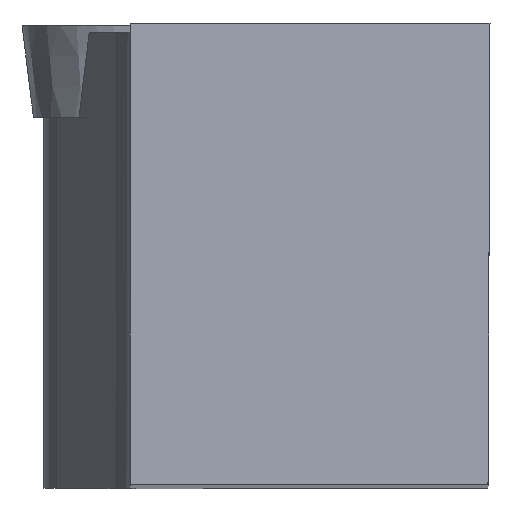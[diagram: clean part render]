
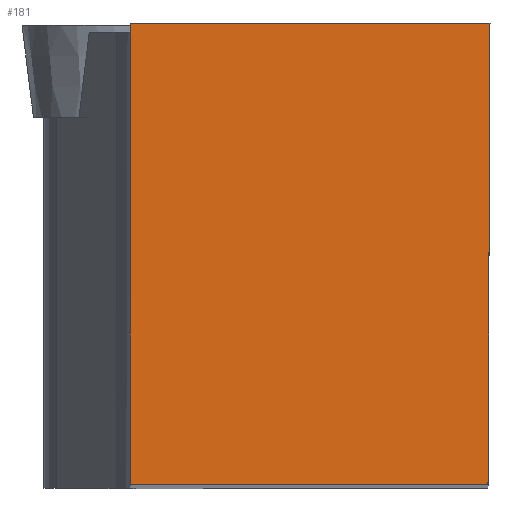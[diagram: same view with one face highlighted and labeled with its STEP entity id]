
A CAD part, top view. The second image highlights one B-rep face of the part: STEP entity #181.
In plain terms, the highlighted planar face has unit normal (0, 0, 1).
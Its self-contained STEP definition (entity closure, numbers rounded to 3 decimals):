
#91=FACE_OUTER_BOUND('',#237,.T.);
#110=LINE('',#799,#134);
#113=LINE('',#805,#137);
#115=LINE('',#811,#139);
#118=LINE('',#830,#142);
#134=VECTOR('',#597,1.);
#137=VECTOR('',#602,1.);
#139=VECTOR('',#608,1.);
#142=VECTOR('',#625,1.);
#181=ADVANCED_FACE('SHANK_FACE_BACK',(#91),#198,.F.);
#198=PLANE('',#522);
#237=EDGE_LOOP('',(#307,#308,#309,#310));
#307=ORIENTED_EDGE('',*,*,#406,.F.);
#308=ORIENTED_EDGE('',*,*,#396,.T.);
#309=ORIENTED_EDGE('',*,*,#399,.T.);
#310=ORIENTED_EDGE('',*,*,#393,.F.);
#358=VERTEX_POINT('',#798);
#359=VERTEX_POINT('',#800);
#360=VERTEX_POINT('',#804);
#361=VERTEX_POINT('',#806);
#393=EDGE_CURVE('',#358,#359,#110,.T.);
#396=EDGE_CURVE('',#361,#360,#113,.T.);
#399=EDGE_CURVE('',#360,#359,#115,.T.);
#406=EDGE_CURVE('',#361,#358,#118,.T.);
#522=AXIS2_PLACEMENT_3D('',#831,#626,#627);
#597=DIRECTION('',(1.,0.,0.));
#602=DIRECTION('',(1.,0.,0.));
#608=DIRECTION('',(0.004,1.,0.));
#625=DIRECTION('',(0.,1.,0.));
#626=DIRECTION('',(0.,0.,-1.));
#627=DIRECTION('',(-1.,0.,0.));
#798=CARTESIAN_POINT('',(-24.875,31.85,0.));
#799=CARTESIAN_POINT('',(-35.441,31.85,0.));
#800=CARTESIAN_POINT('',(0.,31.85,0.));
#804=CARTESIAN_POINT('',(-0.139,0.,0.));
#805=CARTESIAN_POINT('',(-35.441,0.,0.));
#806=CARTESIAN_POINT('',(-24.875,0.,0.));
#811=CARTESIAN_POINT('',(-0.973,-191.233,0.));
#830=CARTESIAN_POINT('',(-24.875,-7.093,0.));
#831=CARTESIAN_POINT('',(0.,0.,0.));
